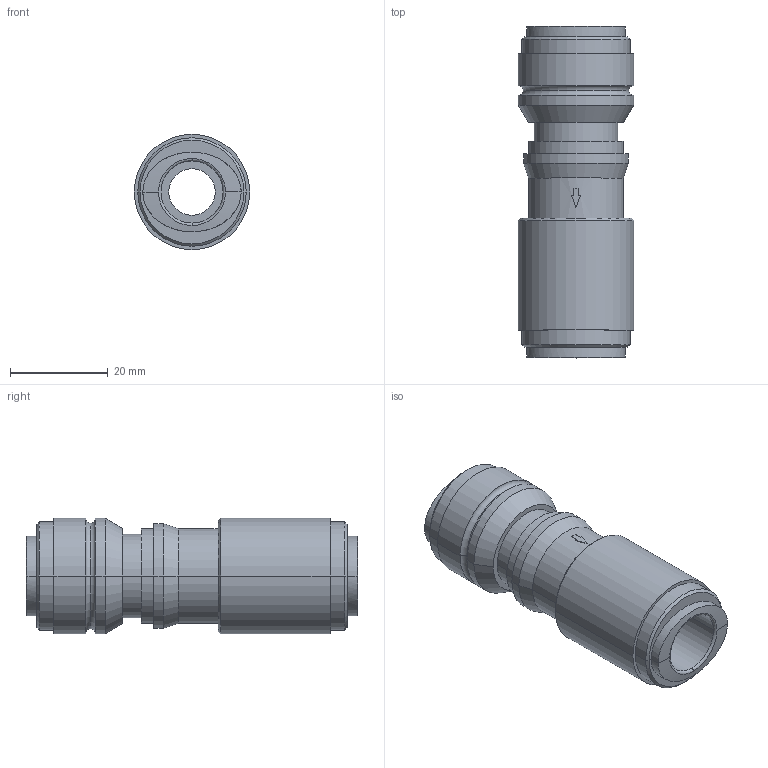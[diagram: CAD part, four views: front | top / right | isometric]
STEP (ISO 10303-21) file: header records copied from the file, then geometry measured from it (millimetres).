
FILE_DESCRIPTION (( 'STEP AP214' ), '1' );
FILE_NAME ('CVU12-P.step', '2017-08-29T20:43:17', ( '' ), ( '' ), 'SwSTEP 2.0', 'SolidWorks 2017', '' );
FILE_SCHEMA (( 'AUTOMOTIVE_DESIGN' ));
Length unit declared in the file: inch
Products named in the file (1): CVU12-P
Bounding box: 23.6 x 67.9 x 23.6 mm (x, y, z)
Volume: 17806.1 mm3; surface area: 8245.8 mm2
Topology: 1 solids, 1 shells, 68 faces, 151 edges, 94 vertices
Faces by surface type: cylinder 25, plane 17, bspline 12, cone 10, torus 4
Entity records: 3587 total; most frequent: CARTESIAN_POINT 2079, DIRECTION 311, ORIENTED_EDGE 302, EDGE_CURVE 151, AXIS2_PLACEMENT_3D 133, VERTEX_POINT 94, EDGE_LOOP 79, CIRCLE 76
